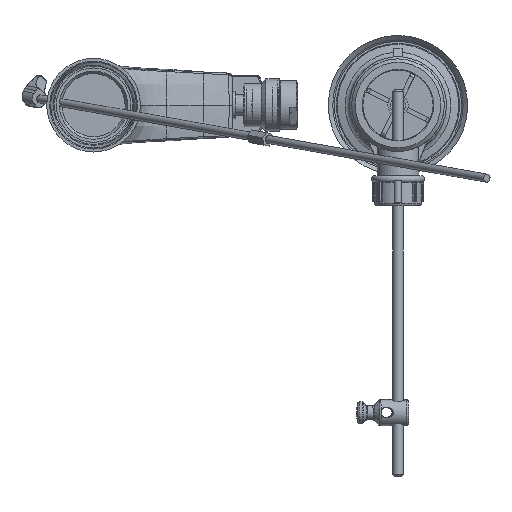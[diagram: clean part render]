
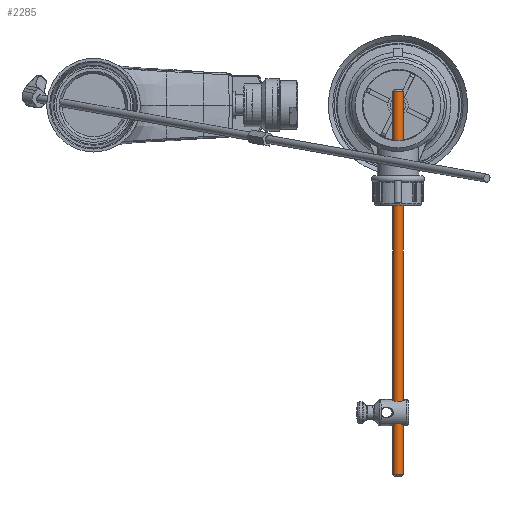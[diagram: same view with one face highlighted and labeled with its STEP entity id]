
A CAD part, front view. The second image highlights one B-rep face of the part: STEP entity #2285.
In plain terms, the highlighted cylindrical face has radius 2.5 mm (diameter 5 mm), a full revolution.
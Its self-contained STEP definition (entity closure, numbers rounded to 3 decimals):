
#1652 = EDGE_LOOP ( 'NONE', ( #15685 ) ) ;
#2285 = ADVANCED_FACE ( 'NONE', ( #63382, #36244 ), #7616, .T. ) ;
#4146 = EDGE_CURVE ( 'NONE', #30369, #30369, #57762, .T. ) ;
#5171 = DIRECTION ( 'NONE',  ( 0.997, -0.073, 0. ) ) ;
#7616 = CYLINDRICAL_SURFACE ( 'NONE', #52678, 2.5 ) ;
#11090 = DIRECTION ( 'NONE',  ( 0.997, -0.073, 0. ) ) ;
#12975 = ORIENTED_EDGE ( 'NONE', *, *, #65157, .T. ) ;
#13111 = CARTESIAN_POINT ( 'NONE',  ( 151.951, -166.637, 6.642 ) ) ;
#15685 = ORIENTED_EDGE ( 'NONE', *, *, #4146, .T. ) ;
#17981 = AXIS2_PLACEMENT_3D ( 'NONE', #51636, #60980, #11090 ) ;
#21544 = CARTESIAN_POINT ( 'NONE',  ( 149.458, -166.454, 7.642 ) ) ;
#22685 = EDGE_LOOP ( 'NONE', ( #12975 ) ) ;
#30369 = VERTEX_POINT ( 'NONE', #13111 ) ;
#30526 = DIRECTION ( 'NONE',  ( 0., 0., -1. ) ) ;
#31981 = DIRECTION ( 'NONE',  ( 0., 0., -1. ) ) ;
#36244 = FACE_OUTER_BOUND ( 'NONE', #1652, .T. ) ;
#38187 = VERTEX_POINT ( 'NONE', #41980 ) ;
#41980 = CARTESIAN_POINT ( 'NONE',  ( 151.951, -166.637, -181.358 ) ) ;
#41987 = DIRECTION ( 'NONE',  ( -0.997, 0.073, 0. ) ) ;
#48846 = AXIS2_PLACEMENT_3D ( 'NONE', #60431, #30526, #5171 ) ;
#51636 = CARTESIAN_POINT ( 'NONE',  ( 149.458, -166.454, -181.358 ) ) ;
#52678 = AXIS2_PLACEMENT_3D ( 'NONE', #21544, #31981, #41987 ) ;
#57762 = CIRCLE ( 'NONE', #48846, 2.5 ) ;
#60431 = CARTESIAN_POINT ( 'NONE',  ( 149.458, -166.454, 6.642 ) ) ;
#60980 = DIRECTION ( 'NONE',  ( 0., 0., 1. ) ) ;
#63382 = FACE_OUTER_BOUND ( 'NONE', #22685, .T. ) ;
#63743 = CIRCLE ( 'NONE', #17981, 2.5 ) ;
#65157 = EDGE_CURVE ( 'NONE', #38187, #38187, #63743, .T. ) ;
